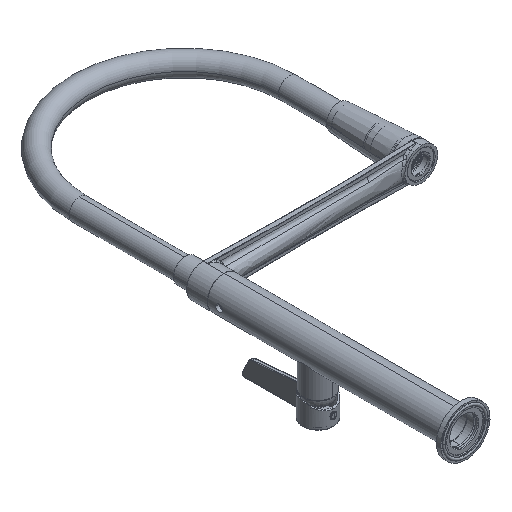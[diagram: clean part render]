
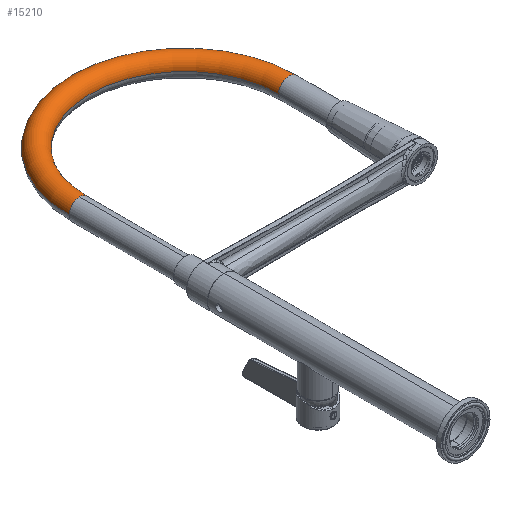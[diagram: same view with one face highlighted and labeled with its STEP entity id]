
A CAD part, isometric view. The second image highlights one B-rep face of the part: STEP entity #15210.
In plain terms, the highlighted toroidal (fillet/blend) face has major radius 115 mm and minor radius 11.5 mm.
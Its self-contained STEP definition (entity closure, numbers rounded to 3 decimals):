
#573 = CIRCLE ( 'NONE', #13102, 11.5 ) ;
#4917 = CARTESIAN_POINT ( 'NONE',  ( 115., 423.67, 0. ) ) ;
#5791 = DIRECTION ( 'NONE',  ( 0., 0., -1. ) ) ;
#6382 = CARTESIAN_POINT ( 'NONE',  ( 218.5, 423.67, 0. ) ) ;
#6638 = CARTESIAN_POINT ( 'NONE',  ( 115., 423.67, 0. ) ) ;
#6665 = EDGE_CURVE ( 'NONE', #32935, #15596, #32686, .T. ) ;
#7116 = ORIENTED_EDGE ( 'NONE', *, *, #17312, .T. ) ;
#7206 = DIRECTION ( 'NONE',  ( 0., 0., 1. ) ) ;
#8183 = ORIENTED_EDGE ( 'NONE', *, *, #14265, .T. ) ;
#9629 = DIRECTION ( 'NONE',  ( 0., 1., 0. ) ) ;
#9781 = CIRCLE ( 'NONE', #19819, 11.5 ) ;
#9979 = DIRECTION ( 'NONE',  ( 0., 1., 0. ) ) ;
#10051 = DIRECTION ( 'NONE',  ( 0., 0., -1. ) ) ;
#10063 = AXIS2_PLACEMENT_3D ( 'NONE', #4917, #10051, #12531 ) ;
#11528 = CIRCLE ( 'NONE', #18413, 103.5 ) ;
#11802 = CIRCLE ( 'NONE', #21930, 126.5 ) ;
#12531 = DIRECTION ( 'NONE',  ( -1., 0., 0. ) ) ;
#13102 = AXIS2_PLACEMENT_3D ( 'NONE', #25661, #9629, #17243 ) ;
#13864 = DIRECTION ( 'NONE',  ( -1., 0., 0. ) ) ;
#14265 = EDGE_CURVE ( 'NONE', #33821, #29533, #573, .T. ) ;
#14342 = EDGE_CURVE ( 'NONE', #29533, #26265, #9781, .T. ) ;
#14458 = DIRECTION ( 'NONE',  ( -1., 0., 0. ) ) ;
#15210 = ADVANCED_FACE ( 'NONE', ( #17282 ), #16433, .T. ) ;
#15584 = EDGE_CURVE ( 'NONE', #33821, #32935, #11802, .T. ) ;
#15596 = VERTEX_POINT ( 'NONE', #6382 ) ;
#16433 = TOROIDAL_SURFACE ( 'NONE', #10063, 115., 11.5 ) ;
#16751 = CARTESIAN_POINT ( 'NONE',  ( 11.5, 423.67, 0. ) ) ;
#17243 = DIRECTION ( 'NONE',  ( 0., 0., 1. ) ) ;
#17282 = FACE_OUTER_BOUND ( 'NONE', #27290, .T. ) ;
#17312 = EDGE_CURVE ( 'NONE', #26265, #15596, #11528, .T. ) ;
#17644 = DIRECTION ( 'NONE',  ( 0., -1., 0. ) ) ;
#18413 = AXIS2_PLACEMENT_3D ( 'NONE', #21811, #5791, #13864 ) ;
#19819 = AXIS2_PLACEMENT_3D ( 'NONE', #23295, #9979, #26128 ) ;
#20450 = AXIS2_PLACEMENT_3D ( 'NONE', #28848, #17644, #7206 ) ;
#20921 = CARTESIAN_POINT ( 'NONE',  ( 241.5, 423.67, 0. ) ) ;
#21811 = CARTESIAN_POINT ( 'NONE',  ( 115., 423.67, 0. ) ) ;
#21930 = AXIS2_PLACEMENT_3D ( 'NONE', #6638, #33089, #14458 ) ;
#23295 = CARTESIAN_POINT ( 'NONE',  ( 0., 423.67, 0. ) ) ;
#23390 = ORIENTED_EDGE ( 'NONE', *, *, #15584, .F. ) ;
#25661 = CARTESIAN_POINT ( 'NONE',  ( 0., 423.67, 0. ) ) ;
#26128 = DIRECTION ( 'NONE',  ( 0., 0., 1. ) ) ;
#26265 = VERTEX_POINT ( 'NONE', #16751 ) ;
#27246 = ORIENTED_EDGE ( 'NONE', *, *, #6665, .F. ) ;
#27290 = EDGE_LOOP ( 'NONE', ( #23390, #8183, #32115, #7116, #27246 ) ) ;
#28775 = CARTESIAN_POINT ( 'NONE',  ( -11.5, 423.67, 0. ) ) ;
#28848 = CARTESIAN_POINT ( 'NONE',  ( 230., 423.67, 0. ) ) ;
#29533 = VERTEX_POINT ( 'NONE', #33967 ) ;
#32115 = ORIENTED_EDGE ( 'NONE', *, *, #14342, .T. ) ;
#32686 = CIRCLE ( 'NONE', #20450, 11.5 ) ;
#32935 = VERTEX_POINT ( 'NONE', #20921 ) ;
#33089 = DIRECTION ( 'NONE',  ( 0., 0., -1. ) ) ;
#33821 = VERTEX_POINT ( 'NONE', #28775 ) ;
#33967 = CARTESIAN_POINT ( 'NONE',  ( 0., 423.67, 11.5 ) ) ;
